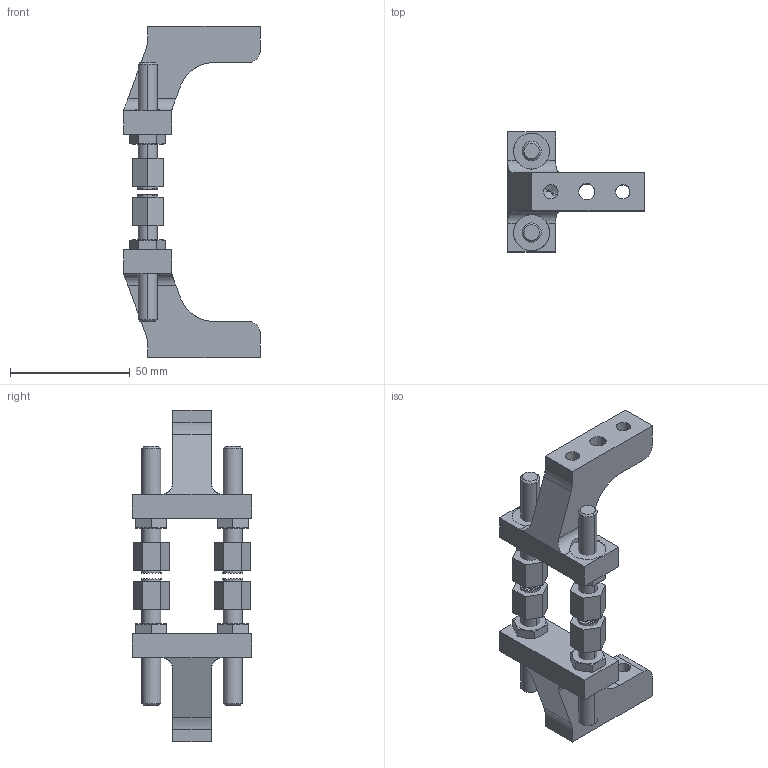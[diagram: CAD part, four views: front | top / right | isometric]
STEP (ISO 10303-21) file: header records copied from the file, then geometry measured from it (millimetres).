
FILE_DESCRIPTION(('CATIA V5 STEP Exchange'),'2;1');
FILE_NAME('AEGT184.stp','2017-07-06T00:26:29+00:00',('none'),('none'),'CATIA Version 5 Release 21 GA (IN-10)','CATIA V5 STEP AP203','none');
FILE_SCHEMA(('CONFIG_CONTROL_DESIGN'));
Length unit declared in the file: millimetre
Products named in the file (1): AEGT184
Bounding box: 57 x 50 x 138 mm (x, y, z)
Volume: 68149.7 mm3; surface area: 27219.8 mm2
Topology: 10 solids, 10 shells, 324 faces, 928 edges, 630 vertices
Faces by surface type: plane 190, cone 72, cylinder 62
Entity records: 10842 total; most frequent: CARTESIAN_POINT 3377, ORIENTED_EDGE 1848, DIRECTION 1016, EDGE_CURVE 924, VERTEX_POINT 630, AXIS2_PLACEMENT_3D 423, VECTOR 416, LINE 416
